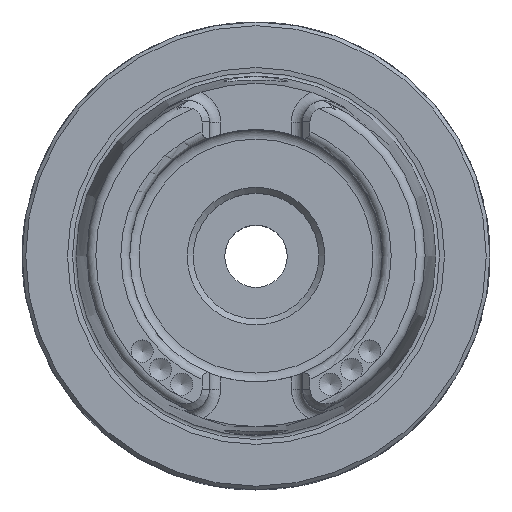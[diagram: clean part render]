
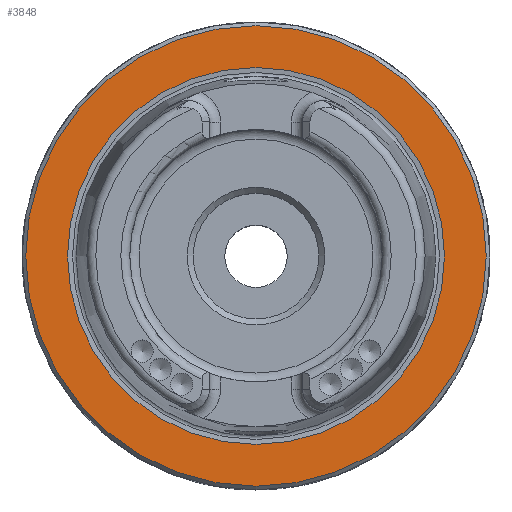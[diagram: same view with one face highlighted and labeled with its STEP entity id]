
A CAD part, top view. The second image highlights one B-rep face of the part: STEP entity #3848.
In plain terms, the highlighted planar face has unit normal (0, 0, 1).
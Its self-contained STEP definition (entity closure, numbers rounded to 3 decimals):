
#336=PLANE('',#4165);
#923=ORIENTED_EDGE('',*,*,#1395,.T.);
#924=ORIENTED_EDGE('',*,*,#1393,.F.);
#1393=EDGE_CURVE('',#1663,#1663,#1810,.T.);
#1395=EDGE_CURVE('',#1665,#1665,#1812,.T.);
#1663=VERTEX_POINT('',#6118);
#1665=VERTEX_POINT('',#6123);
#1810=CIRCLE('',#4163,25.373);
#1812=CIRCLE('',#4166,31.);
#2054=EDGE_LOOP('',(#923));
#2055=EDGE_LOOP('',(#924));
#2339=FACE_BOUND('',#2054,.T.);
#2340=FACE_BOUND('',#2055,.T.);
#3848=ADVANCED_FACE('',(#2339,#2340),#336,.T.);
#4163=AXIS2_PLACEMENT_3D('',#6117,#4864,#4865);
#4165=AXIS2_PLACEMENT_3D('',#6121,#4868,#4869);
#4166=AXIS2_PLACEMENT_3D('',#6122,#4870,#4871);
#4864=DIRECTION('',(0.,0.,1.));
#4865=DIRECTION('',(1.,0.,0.));
#4868=DIRECTION('',(0.,0.,1.));
#4869=DIRECTION('',(1.,0.,0.));
#4870=DIRECTION('',(0.,0.,1.));
#4871=DIRECTION('',(1.,0.,0.));
#6117=CARTESIAN_POINT('',(0.,0.,0.));
#6118=CARTESIAN_POINT('',(25.373,0.,0.));
#6121=CARTESIAN_POINT('',(31.,0.,0.));
#6122=CARTESIAN_POINT('',(0.,0.,0.));
#6123=CARTESIAN_POINT('',(31.,0.,0.));
